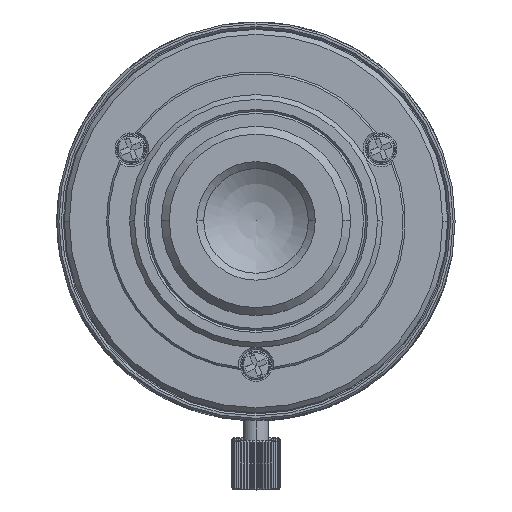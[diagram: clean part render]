
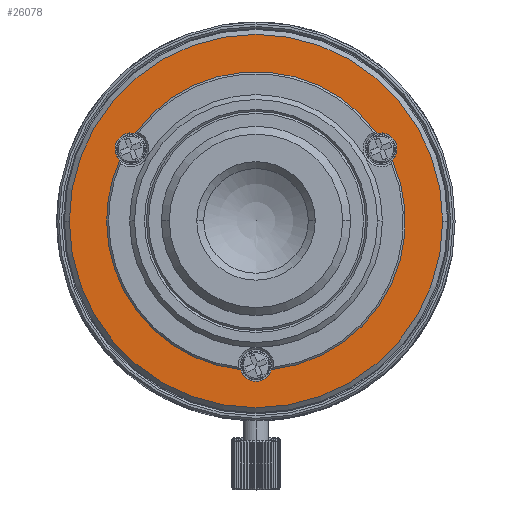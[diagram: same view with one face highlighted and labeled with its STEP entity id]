
A CAD part, top view. The second image highlights one B-rep face of the part: STEP entity #26078.
In plain terms, the highlighted planar face has unit normal (0, 0, 1).
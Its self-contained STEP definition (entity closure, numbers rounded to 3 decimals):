
#11 = VERTEX_POINT ( 'NONE', #60260 ) ;
#437 = DIRECTION ( 'NONE',  ( 0., 0., -1. ) ) ;
#1757 = CARTESIAN_POINT ( 'NONE',  ( -14.157, 7.25, 44.722 ) ) ;
#1798 = AXIS2_PLACEMENT_3D ( 'NONE', #78447, #72094, #14618 ) ;
#1818 = VERTEX_POINT ( 'NONE', #58901 ) ;
#4120 = ORIENTED_EDGE ( 'NONE', *, *, #61968, .T. ) ;
#4146 = DIRECTION ( 'NONE',  ( 0., 0., 1. ) ) ;
#4747 = EDGE_CURVE ( 'NONE', #68556, #78512, #36716, .T. ) ;
#6113 = DIRECTION ( 'NONE',  ( -0.103, -0.995, 0. ) ) ;
#6452 = CARTESIAN_POINT ( 'NONE',  ( -12.149, 8.797, 44.722 ) ) ;
#6477 = CIRCLE ( 'NONE', #70801, 1.6 ) ;
#6522 = CARTESIAN_POINT ( 'NONE',  ( 1.544, -14.92, 44.722 ) ) ;
#6566 = DIRECTION ( 'NONE',  ( 0., -1., 0. ) ) ;
#7044 = DIRECTION ( 'NONE',  ( -0.255, 0.967, 0. ) ) ;
#7561 = DIRECTION ( 'NONE',  ( 0.913, 0.408, 0. ) ) ;
#8422 = CARTESIAN_POINT ( 'NONE',  ( 0., 0., 44.722 ) ) ;
#10849 = VERTEX_POINT ( 'NONE', #58584 ) ;
#12361 = AXIS2_PLACEMENT_3D ( 'NONE', #49983, #61716, #48729 ) ;
#12857 = CARTESIAN_POINT ( 'NONE',  ( 0., -15., 44.722 ) ) ;
#13281 = ORIENTED_EDGE ( 'NONE', *, *, #39098, .T. ) ;
#14618 = DIRECTION ( 'NONE',  ( 1., 0., 0. ) ) ;
#16732 = CARTESIAN_POINT ( 'NONE',  ( 0., 0., 44.722 ) ) ;
#17720 = CIRCLE ( 'NONE', #49899, 18.75 ) ;
#18048 = CARTESIAN_POINT ( 'NONE',  ( -12.557, 7.25, 44.722 ) ) ;
#20381 = CIRCLE ( 'NONE', #12361, 15. ) ;
#20794 = CARTESIAN_POINT ( 'NONE',  ( 14.157, 7.25, 44.722 ) ) ;
#21685 = CIRCLE ( 'NONE', #59241, 15. ) ;
#23243 = CIRCLE ( 'NONE', #1798, 1.6 ) ;
#23687 = CARTESIAN_POINT ( 'NONE',  ( 12.149, 8.797, 44.722 ) ) ;
#25446 = FACE_BOUND ( 'NONE', #41938, .T. ) ;
#25907 = AXIS2_PLACEMENT_3D ( 'NONE', #12857, #75834, #6566 ) ;
#26078 = ADVANCED_FACE ( 'NONE', ( #64028, #25446 ), #31319, .F. ) ;
#27313 = DIRECTION ( 'NONE',  ( 0., 0., 1. ) ) ;
#27972 = AXIS2_PLACEMENT_3D ( 'NONE', #69800, #52169, #31593 ) ;
#28800 = CARTESIAN_POINT ( 'NONE',  ( -1.544, -14.92, 44.722 ) ) ;
#31255 = CIRCLE ( 'NONE', #35221, 15. ) ;
#31319 = PLANE ( 'NONE',  #25907 ) ;
#31593 = DIRECTION ( 'NONE',  ( -0.103, -0.995, 0. ) ) ;
#32197 = EDGE_CURVE ( 'NONE', #42507, #11, #77620, .T. ) ;
#33128 = CARTESIAN_POINT ( 'NONE',  ( 0., 0., 44.722 ) ) ;
#33485 = CIRCLE ( 'NONE', #44212, 18.75 ) ;
#33547 = VERTEX_POINT ( 'NONE', #23687 ) ;
#35221 = AXIS2_PLACEMENT_3D ( 'NONE', #81273, #49766, #6113 ) ;
#36716 = CIRCLE ( 'NONE', #68797, 1.6 ) ;
#37858 = CIRCLE ( 'NONE', #66042, 1.6 ) ;
#38925 = EDGE_CURVE ( 'NONE', #78512, #33547, #20381, .T. ) ;
#39098 = EDGE_CURVE ( 'NONE', #10849, #69549, #21685, .T. ) ;
#39176 = ORIENTED_EDGE ( 'NONE', *, *, #32197, .T. ) ;
#39305 = CARTESIAN_POINT ( 'NONE',  ( 12.557, 7.25, 44.722 ) ) ;
#39847 = CARTESIAN_POINT ( 'NONE',  ( 0., -14.5, 44.722 ) ) ;
#39915 = VERTEX_POINT ( 'NONE', #20794 ) ;
#41259 = ORIENTED_EDGE ( 'NONE', *, *, #43479, .T. ) ;
#41938 = EDGE_LOOP ( 'NONE', ( #72078, #76041, #82913, #13281, #4120, #41259, #39176, #45025, #43085 ) ) ;
#42100 = ORIENTED_EDGE ( 'NONE', *, *, #66312, .T. ) ;
#42507 = VERTEX_POINT ( 'NONE', #77426 ) ;
#43085 = ORIENTED_EDGE ( 'NONE', *, *, #4747, .T. ) ;
#43479 = EDGE_CURVE ( 'NONE', #46773, #42507, #31255, .T. ) ;
#43617 = DIRECTION ( 'NONE',  ( 0., 0., -1. ) ) ;
#44113 = EDGE_CURVE ( 'NONE', #39915, #10849, #23243, .T. ) ;
#44212 = AXIS2_PLACEMENT_3D ( 'NONE', #16732, #4146, #67905 ) ;
#44617 = EDGE_CURVE ( 'NONE', #11, #68556, #50087, .T. ) ;
#45025 = ORIENTED_EDGE ( 'NONE', *, *, #44617, .T. ) ;
#45195 = DIRECTION ( 'NONE',  ( 0., 0., -1. ) ) ;
#46195 = DIRECTION ( 'NONE',  ( 0.965, -0.263, 0. ) ) ;
#46773 = VERTEX_POINT ( 'NONE', #28800 ) ;
#48729 = DIRECTION ( 'NONE',  ( -0.81, 0.586, 0. ) ) ;
#49692 = EDGE_CURVE ( 'NONE', #33547, #39915, #6477, .T. ) ;
#49766 = DIRECTION ( 'NONE',  ( 0., 0., -1. ) ) ;
#49899 = AXIS2_PLACEMENT_3D ( 'NONE', #8422, #27313, #59610 ) ;
#49983 = CARTESIAN_POINT ( 'NONE',  ( 0., 0., 44.722 ) ) ;
#50087 = CIRCLE ( 'NONE', #60763, 1.6 ) ;
#52169 = DIRECTION ( 'NONE',  ( 0., 0., -1. ) ) ;
#55976 = CARTESIAN_POINT ( 'NONE',  ( -12.557, 7.25, 44.722 ) ) ;
#58194 = EDGE_CURVE ( 'NONE', #1818, #71008, #17720, .T. ) ;
#58584 = CARTESIAN_POINT ( 'NONE',  ( 13.693, 6.123, 44.722 ) ) ;
#58901 = CARTESIAN_POINT ( 'NONE',  ( 18.75, 0., 44.722 ) ) ;
#59241 = AXIS2_PLACEMENT_3D ( 'NONE', #33128, #437, #7561 ) ;
#59610 = DIRECTION ( 'NONE',  ( 1., 0., 0. ) ) ;
#60260 = CARTESIAN_POINT ( 'NONE',  ( -13.693, 6.123, 44.722 ) ) ;
#60763 = AXIS2_PLACEMENT_3D ( 'NONE', #18048, #43617, #62919 ) ;
#61716 = DIRECTION ( 'NONE',  ( 0., 0., -1. ) ) ;
#61968 = EDGE_CURVE ( 'NONE', #69549, #46773, #37858, .T. ) ;
#62265 = DIRECTION ( 'NONE',  ( -1., 0., 0. ) ) ;
#62919 = DIRECTION ( 'NONE',  ( -0.71, -0.704, 0. ) ) ;
#64028 = FACE_OUTER_BOUND ( 'NONE', #65958, .T. ) ;
#65958 = EDGE_LOOP ( 'NONE', ( #82692, #42100 ) ) ;
#66042 = AXIS2_PLACEMENT_3D ( 'NONE', #39847, #66311, #46195 ) ;
#66311 = DIRECTION ( 'NONE',  ( 0., 0., -1. ) ) ;
#66312 = EDGE_CURVE ( 'NONE', #71008, #1818, #33485, .T. ) ;
#67905 = DIRECTION ( 'NONE',  ( -1., 0., 0. ) ) ;
#68556 = VERTEX_POINT ( 'NONE', #1757 ) ;
#68797 = AXIS2_PLACEMENT_3D ( 'NONE', #55976, #81205, #62265 ) ;
#69549 = VERTEX_POINT ( 'NONE', #6522 ) ;
#69800 = CARTESIAN_POINT ( 'NONE',  ( 0., 0., 44.722 ) ) ;
#70801 = AXIS2_PLACEMENT_3D ( 'NONE', #39305, #45195, #7044 ) ;
#71008 = VERTEX_POINT ( 'NONE', #80736 ) ;
#72078 = ORIENTED_EDGE ( 'NONE', *, *, #38925, .T. ) ;
#72094 = DIRECTION ( 'NONE',  ( 0., 0., -1. ) ) ;
#75834 = DIRECTION ( 'NONE',  ( 0., 0., -1. ) ) ;
#76041 = ORIENTED_EDGE ( 'NONE', *, *, #49692, .T. ) ;
#77426 = CARTESIAN_POINT ( 'NONE',  ( -15., 0., 44.722 ) ) ;
#77620 = CIRCLE ( 'NONE', #27972, 15. ) ;
#78447 = CARTESIAN_POINT ( 'NONE',  ( 12.557, 7.25, 44.722 ) ) ;
#78512 = VERTEX_POINT ( 'NONE', #6452 ) ;
#80736 = CARTESIAN_POINT ( 'NONE',  ( -18.75, 0., 44.722 ) ) ;
#81205 = DIRECTION ( 'NONE',  ( 0., 0., -1. ) ) ;
#81273 = CARTESIAN_POINT ( 'NONE',  ( 0., 0., 44.722 ) ) ;
#82692 = ORIENTED_EDGE ( 'NONE', *, *, #58194, .T. ) ;
#82913 = ORIENTED_EDGE ( 'NONE', *, *, #44113, .T. ) ;
